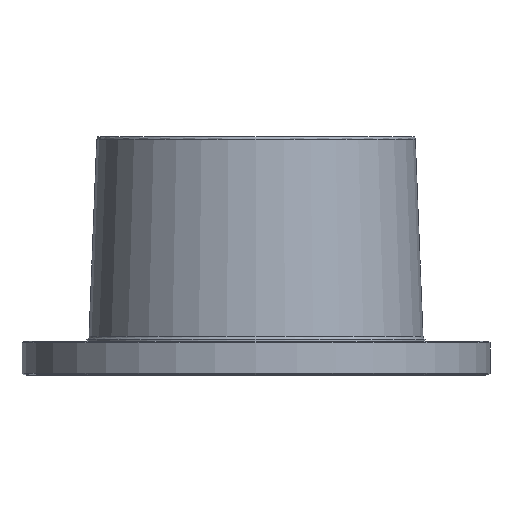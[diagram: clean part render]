
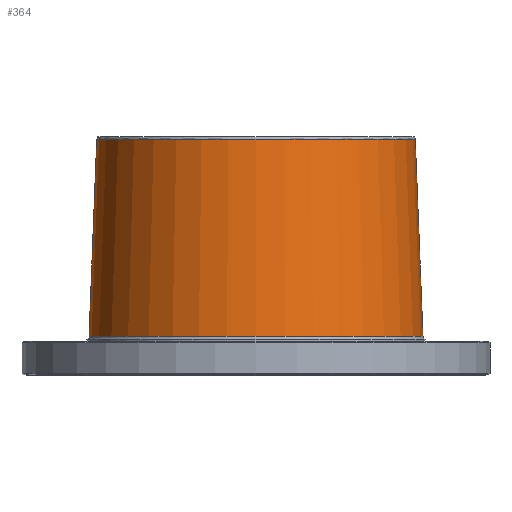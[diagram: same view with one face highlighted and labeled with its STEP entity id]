
A CAD part, top view. The second image highlights one B-rep face of the part: STEP entity #364.
In plain terms, the highlighted free-form (B-spline) face has degree [2, 1] with [9, 2] control points.
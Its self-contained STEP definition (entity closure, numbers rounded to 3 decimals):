
#278=CARTESIAN_POINT('',(325.605,170.238,0.0));
#279=VERTEX_POINT('',#278);
#287=CARTESIAN_POINT('',(75.831,170.238,0.0));
#288=VERTEX_POINT('',#287);
#289=CARTESIAN_POINT('',(200.718,170.238,0.0));
#290=DIRECTION('',(0.0,-1.0,0.0));
#291=DIRECTION('',(1.0,0.0,0.0));
#292=AXIS2_PLACEMENT_3D('',#289,#290,#291);
#293=CIRCLE('',#292,124.887);
#294=EDGE_CURVE('',#279,#288,#293,.T.);
#296=CARTESIAN_POINT('',(200.718,170.238,0.0));
#297=DIRECTION('',(0.0,-1.0,0.0));
#298=DIRECTION('',(1.0,0.0,0.0));
#299=AXIS2_PLACEMENT_3D('',#296,#297,#298);
#300=CIRCLE('',#299,124.887);
#301=EDGE_CURVE('',#288,#279,#300,.T.);
#309=CARTESIAN_POINT('',(325.605,170.238,0.0));
#310=CARTESIAN_POINT('',(325.605,170.238,124.887));
#311=CARTESIAN_POINT('',(200.718,170.238,124.887));
#312=CARTESIAN_POINT('',(75.831,170.238,124.887));
#313=CARTESIAN_POINT('',(75.831,170.238,0.0));
#314=CARTESIAN_POINT('',(75.831,170.238,-124.887));
#315=CARTESIAN_POINT('',(200.718,170.238,-124.887));
#316=CARTESIAN_POINT('',(325.605,170.238,-124.887));
#317=CARTESIAN_POINT('',(325.605,170.238,0.0));
#318=CARTESIAN_POINT('',(319.831,317.473,0.0));
#319=CARTESIAN_POINT('',(319.831,317.473,119.113));
#320=CARTESIAN_POINT('',(200.718,317.473,119.113));
#321=CARTESIAN_POINT('',(81.605,317.473,119.113));
#322=CARTESIAN_POINT('',(81.605,317.473,0.0));
#323=CARTESIAN_POINT('',(81.605,317.473,-119.113));
#324=CARTESIAN_POINT('',(200.718,317.473,-119.113));
#325=CARTESIAN_POINT('',(319.831,317.473,-119.113));
#326=CARTESIAN_POINT('',(319.831,317.473,0.0));
#334=(BOUNDED_SURFACE()B_SPLINE_SURFACE(2,1,((#309,#318),(#310,#319),(#311,#320),(#312,#321),(#313,#322),(#314,#323),(#315,#324),(#316,#325),(#317,#326)),.UNSPECIFIED.,.T.,.F.,.U.)B_SPLINE_SURFACE_WITH_KNOTS((3,2,2,2,3),(2,2),(0.0,0.25,0.5,0.75,1.0),(0.0,147.348),.UNSPECIFIED.)GEOMETRIC_REPRESENTATION_ITEM()RATIONAL_B_SPLINE_SURFACE(((1.0,1.0),(0.707,0.707),(1.0,1.0),(0.707,0.707),(1.0,1.0),(0.707,0.707),(1.0,1.0),(0.707,0.707),(1.0,1.0)))REPRESENTATION_ITEM('')SURFACE());
#335=CARTESIAN_POINT('',(319.831,317.473,0.0));
#336=VERTEX_POINT('',#335);
#337=CARTESIAN_POINT('',(325.605,170.238,0.0));
#338=DIRECTION('',(-0.039,0.999,0.0));
#339=VECTOR('',#338,147.348);
#340=LINE('',#337,#339);
#341=EDGE_CURVE('',#279,#336,#340,.T.);
#342=ORIENTED_EDGE('',*,*,#341,.T.);
#343=CARTESIAN_POINT('',(81.605,317.473,0.0));
#344=VERTEX_POINT('',#343);
#345=CARTESIAN_POINT('',(200.718,317.473,0.0));
#346=DIRECTION('',(0.0,-1.0,0.0));
#347=DIRECTION('',(1.0,0.0,0.0));
#348=AXIS2_PLACEMENT_3D('',#345,#346,#347);
#349=CIRCLE('',#348,119.113);
#350=EDGE_CURVE('',#336,#344,#349,.T.);
#351=ORIENTED_EDGE('',*,*,#350,.T.);
#352=CARTESIAN_POINT('',(200.718,317.473,0.0));
#353=DIRECTION('',(0.0,-1.0,0.0));
#354=DIRECTION('',(1.0,0.0,0.0));
#355=AXIS2_PLACEMENT_3D('',#352,#353,#354);
#356=CIRCLE('',#355,119.113);
#357=EDGE_CURVE('',#344,#336,#356,.T.);
#358=ORIENTED_EDGE('',*,*,#357,.T.);
#359=ORIENTED_EDGE('',*,*,#341,.F.);
#360=ORIENTED_EDGE('',*,*,#301,.F.);
#361=ORIENTED_EDGE('',*,*,#294,.F.);
#362=EDGE_LOOP('',(#342,#351,#358,#359,#360,#361));
#363=FACE_OUTER_BOUND('',#362,.T.);
#364=ADVANCED_FACE('',(#363),#334,.F.);
